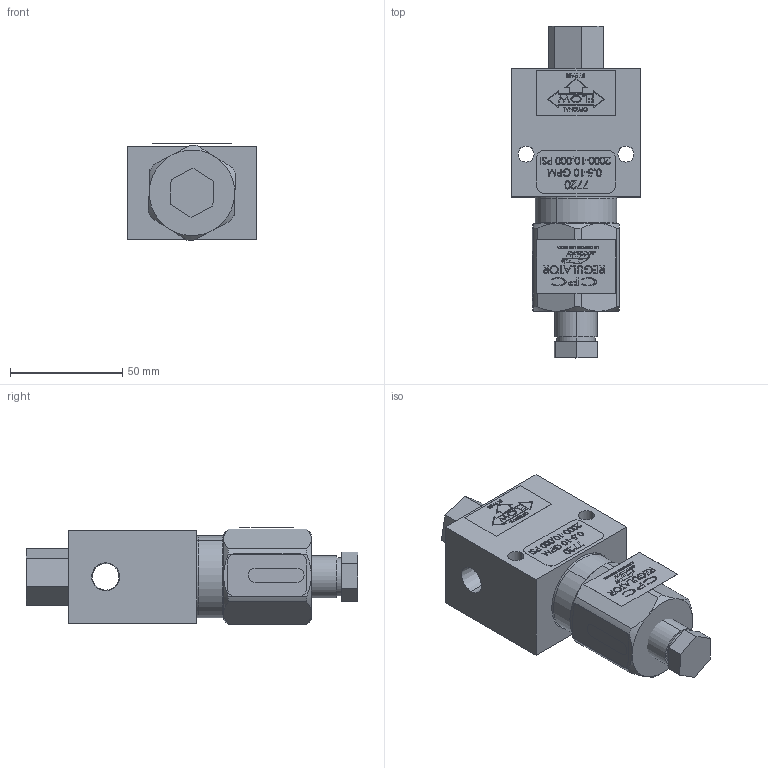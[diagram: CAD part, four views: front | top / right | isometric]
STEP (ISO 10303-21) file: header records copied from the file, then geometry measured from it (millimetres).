
FILE_DESCRIPTION (( 'STEP AP203' ), '1' );
FILE_NAME ('7720.STEP', '2021-08-18T14:51:02', ( '' ), ( '' ), 'SwSTEP 2.0', 'SolidWorks 2021', '' );
FILE_SCHEMA (( 'CONFIG_CONTROL_DESIGN' ));
Length unit declared in the file: millimetre
Products named in the file (1): 7720
Bounding box: 57.15 x 147.7 x 43.14 mm (x, y, z)
Surface area: 34731.6 mm2 (no closed solid volume)
Topology: 0 solids, 97 shells, 270 faces, 2287 edges, 2108 vertices
Faces by surface type: plane 200, cylinder 30, cone 20, bspline 18, torus 2
Entity records: 32620 total; most frequent: CARTESIAN_POINT 17770, ORIENTED_EDGE 2578, EDGE_CURVE 2287, DIRECTION 2205, VERTEX_POINT 2108, LINE 1467, VECTOR 1467, B_SPLINE_CURVE_WITH_KNOTS 704
